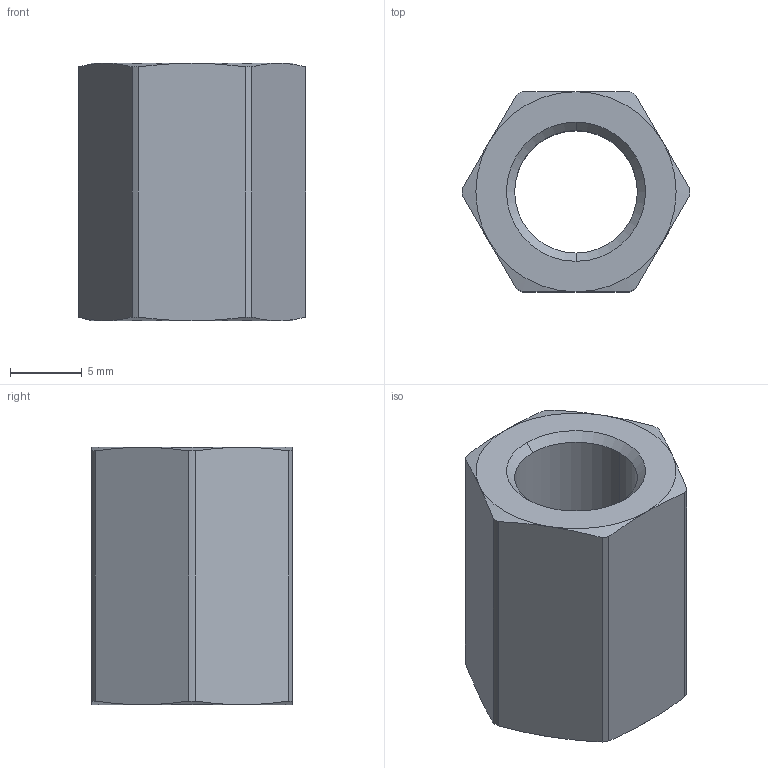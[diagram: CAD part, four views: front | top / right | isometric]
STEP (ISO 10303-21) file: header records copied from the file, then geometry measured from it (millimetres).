
FILE_DESCRIPTION (( 'STEP AP203' ), '1' );
FILE_NAME ('10.08.05.00125.step', '2021-04-14T19:10:49', ( '' ), ( '' ), 'SwSTEP 2.0', 'SolidWorks 2021', '' );
FILE_SCHEMA (( 'CONFIG_CONTROL_DESIGN' ));
Length unit declared in the file: millimetre
Products named in the file (1): 10.08.05.00125
Bounding box: 15.9 x 14 x 18 mm (x, y, z)
Volume: 2001.5 mm3; surface area: 1547.8 mm2
Topology: 1 solids, 1 shells, 32 faces, 78 edges, 48 vertices
Faces by surface type: cone 16, cylinder 8, plane 8
Entity records: 1047 total; most frequent: CARTESIAN_POINT 231, ORIENTED_EDGE 156, DIRECTION 156, EDGE_CURVE 78, AXIS2_PLACEMENT_3D 69, VERTEX_POINT 48, CIRCLE 36, EDGE_LOOP 34
